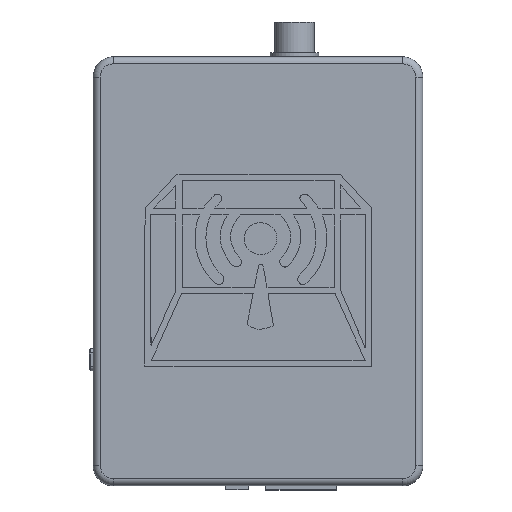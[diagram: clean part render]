
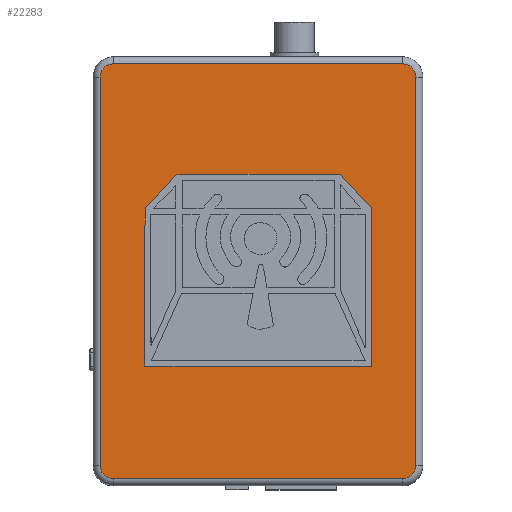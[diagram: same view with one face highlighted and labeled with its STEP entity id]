
A CAD part, top view. The second image highlights one B-rep face of the part: STEP entity #22283.
In plain terms, the highlighted planar face has unit normal (0, 0, 1).
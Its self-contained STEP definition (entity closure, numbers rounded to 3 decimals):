
#180=(
BOUNDED_CURVE()
B_SPLINE_CURVE(3,(#37760,#37761,#37762,#37763),.UNSPECIFIED.,.F.,.F.)
B_SPLINE_CURVE_WITH_KNOTS((4,4),(0.,1.),.UNSPECIFIED.)
CURVE()
GEOMETRIC_REPRESENTATION_ITEM()
RATIONAL_B_SPLINE_CURVE((1.,1.,1.,1.))
REPRESENTATION_ITEM('')
);
#182=(
BOUNDED_CURVE()
B_SPLINE_CURVE(3,(#37781,#37782,#37783,#37784),.UNSPECIFIED.,.F.,.F.)
B_SPLINE_CURVE_WITH_KNOTS((4,4),(0.,1.),.UNSPECIFIED.)
CURVE()
GEOMETRIC_REPRESENTATION_ITEM()
RATIONAL_B_SPLINE_CURVE((1.,1.,1.,1.))
REPRESENTATION_ITEM('')
);
#184=(
BOUNDED_CURVE()
B_SPLINE_CURVE(3,(#37812,#37813,#37814,#37815),.UNSPECIFIED.,.F.,.F.)
B_SPLINE_CURVE_WITH_KNOTS((4,4),(0.,1.),.UNSPECIFIED.)
CURVE()
GEOMETRIC_REPRESENTATION_ITEM()
RATIONAL_B_SPLINE_CURVE((1.,1.,1.,1.))
REPRESENTATION_ITEM('')
);
#186=(
BOUNDED_CURVE()
B_SPLINE_CURVE(3,(#37849,#37850,#37851,#37852),.UNSPECIFIED.,.F.,.F.)
B_SPLINE_CURVE_WITH_KNOTS((4,4),(0.,1.),.UNSPECIFIED.)
CURVE()
GEOMETRIC_REPRESENTATION_ITEM()
RATIONAL_B_SPLINE_CURVE((1.,1.,1.,1.))
REPRESENTATION_ITEM('')
);
#1180=CIRCLE('',#23429,3.);
#1181=CIRCLE('',#23430,3.);
#1182=CIRCLE('',#23431,3.);
#1183=CIRCLE('',#23432,3.);
#1382=FACE_BOUND('',#3520,.T.);
#2254=FACE_OUTER_BOUND('',#3519,.T.);
#3519=EDGE_LOOP('',(#18821,#18822,#18823,#18824,#18825,#18826,#18827,#18828));
#3520=EDGE_LOOP('',(#18829,#18830,#18831,#18832,#18833,#18834,#18835,#18836,
#18837,#18838,#18839,#18840));
#5513=LINE('',#37793,#7853);
#5516=LINE('',#37799,#7856);
#5520=LINE('',#37824,#7860);
#5523=LINE('',#37830,#7863);
#5526=LINE('',#37836,#7866);
#5530=LINE('',#37861,#7870);
#5533=LINE('',#37867,#7873);
#5536=LINE('',#37872,#7876);
#5538=LINE('',#37878,#7878);
#5539=LINE('',#37882,#7879);
#5540=LINE('',#37886,#7880);
#5541=LINE('',#37890,#7881);
#7853=VECTOR('',#26988,10.);
#7856=VECTOR('',#26993,10.);
#7860=VECTOR('',#26999,10.);
#7863=VECTOR('',#27004,10.);
#7866=VECTOR('',#27009,10.);
#7870=VECTOR('',#27015,10.);
#7873=VECTOR('',#27020,10.);
#7876=VECTOR('',#27025,10.);
#7878=VECTOR('',#27031,10.);
#7879=VECTOR('',#27034,10.);
#7880=VECTOR('',#27037,10.);
#7881=VECTOR('',#27040,10.);
#10255=VERTEX_POINT('',#37758);
#10256=VERTEX_POINT('',#37759);
#10259=VERTEX_POINT('',#37780);
#10261=VERTEX_POINT('',#37792);
#10263=VERTEX_POINT('',#37798);
#10265=VERTEX_POINT('',#37811);
#10267=VERTEX_POINT('',#37823);
#10269=VERTEX_POINT('',#37829);
#10271=VERTEX_POINT('',#37835);
#10273=VERTEX_POINT('',#37848);
#10275=VERTEX_POINT('',#37860);
#10277=VERTEX_POINT('',#37866);
#10279=VERTEX_POINT('',#37876);
#10280=VERTEX_POINT('',#37877);
#10281=VERTEX_POINT('',#37879);
#10282=VERTEX_POINT('',#37881);
#10283=VERTEX_POINT('',#37883);
#10284=VERTEX_POINT('',#37885);
#10285=VERTEX_POINT('',#37887);
#10286=VERTEX_POINT('',#37889);
#13191=EDGE_CURVE('',#10255,#10256,#180,.T.);
#13195=EDGE_CURVE('',#10259,#10255,#182,.T.);
#13198=EDGE_CURVE('',#10261,#10259,#5513,.T.);
#13201=EDGE_CURVE('',#10263,#10261,#5516,.T.);
#13204=EDGE_CURVE('',#10265,#10263,#184,.T.);
#13207=EDGE_CURVE('',#10267,#10265,#5520,.T.);
#13210=EDGE_CURVE('',#10269,#10267,#5523,.T.);
#13213=EDGE_CURVE('',#10271,#10269,#5526,.T.);
#13216=EDGE_CURVE('',#10273,#10271,#186,.T.);
#13219=EDGE_CURVE('',#10275,#10273,#5530,.T.);
#13222=EDGE_CURVE('',#10277,#10275,#5533,.T.);
#13225=EDGE_CURVE('',#10256,#10277,#5536,.T.);
#13227=EDGE_CURVE('',#10279,#10280,#5538,.T.);
#13228=EDGE_CURVE('',#10281,#10279,#1180,.T.);
#13229=EDGE_CURVE('',#10282,#10281,#5539,.T.);
#13230=EDGE_CURVE('',#10283,#10282,#1181,.T.);
#13231=EDGE_CURVE('',#10284,#10283,#5540,.T.);
#13232=EDGE_CURVE('',#10285,#10284,#1182,.T.);
#13233=EDGE_CURVE('',#10286,#10285,#5541,.T.);
#13234=EDGE_CURVE('',#10280,#10286,#1183,.T.);
#18821=ORIENTED_EDGE('',*,*,#13227,.F.);
#18822=ORIENTED_EDGE('',*,*,#13228,.F.);
#18823=ORIENTED_EDGE('',*,*,#13229,.F.);
#18824=ORIENTED_EDGE('',*,*,#13230,.F.);
#18825=ORIENTED_EDGE('',*,*,#13231,.F.);
#18826=ORIENTED_EDGE('',*,*,#13232,.F.);
#18827=ORIENTED_EDGE('',*,*,#13233,.F.);
#18828=ORIENTED_EDGE('',*,*,#13234,.F.);
#18829=ORIENTED_EDGE('',*,*,#13191,.T.);
#18830=ORIENTED_EDGE('',*,*,#13225,.T.);
#18831=ORIENTED_EDGE('',*,*,#13222,.T.);
#18832=ORIENTED_EDGE('',*,*,#13219,.T.);
#18833=ORIENTED_EDGE('',*,*,#13216,.T.);
#18834=ORIENTED_EDGE('',*,*,#13213,.T.);
#18835=ORIENTED_EDGE('',*,*,#13210,.T.);
#18836=ORIENTED_EDGE('',*,*,#13207,.T.);
#18837=ORIENTED_EDGE('',*,*,#13204,.T.);
#18838=ORIENTED_EDGE('',*,*,#13201,.T.);
#18839=ORIENTED_EDGE('',*,*,#13198,.T.);
#18840=ORIENTED_EDGE('',*,*,#13195,.T.);
#21005=PLANE('',#23428);
#22283=ADVANCED_FACE('',(#2254,#1382),#21005,.T.);
#23428=AXIS2_PLACEMENT_3D('',#37875,#27029,#27030);
#23429=AXIS2_PLACEMENT_3D('',#37880,#27032,#27033);
#23430=AXIS2_PLACEMENT_3D('',#37884,#27035,#27036);
#23431=AXIS2_PLACEMENT_3D('',#37888,#27038,#27039);
#23432=AXIS2_PLACEMENT_3D('',#37891,#27041,#27042);
#26988=DIRECTION('',(0.691,0.723,0.));
#26993=DIRECTION('',(0.004,1.,0.));
#26999=DIRECTION('',(-0.079,0.997,0.));
#27004=DIRECTION('',(-1.,0.,0.));
#27009=DIRECTION('',(-0.002,-1.,0.));
#27015=DIRECTION('',(-0.006,-1.,0.));
#27020=DIRECTION('',(0.682,-0.732,0.));
#27025=DIRECTION('',(1.,0.,0.));
#27029=DIRECTION('center_axis',(0.,0.,1.));
#27030=DIRECTION('ref_axis',(1.,0.,0.));
#27031=DIRECTION('',(0.,-1.,0.));
#27032=DIRECTION('center_axis',(0.,0.,-1.));
#27033=DIRECTION('ref_axis',(0.707,0.707,0.));
#27034=DIRECTION('',(1.,0.,0.));
#27035=DIRECTION('center_axis',(0.,0.,-1.));
#27036=DIRECTION('ref_axis',(-0.707,0.707,0.));
#27037=DIRECTION('',(0.,1.,0.));
#27038=DIRECTION('center_axis',(0.,0.,-1.));
#27039=DIRECTION('ref_axis',(-0.707,-0.707,0.));
#27040=DIRECTION('',(-1.,0.,0.));
#27041=DIRECTION('center_axis',(0.,0.,-1.));
#27042=DIRECTION('ref_axis',(0.707,-0.707,0.));
#37758=CARTESIAN_POINT('',(-22.369,47.301,14.1));
#37759=CARTESIAN_POINT('',(-3.725,47.497,14.1));
#37760=CARTESIAN_POINT('Ctrl Pts',(-22.369,47.301,14.1));
#37761=CARTESIAN_POINT('Ctrl Pts',(-22.331,47.471,14.1));
#37762=CARTESIAN_POINT('Ctrl Pts',(-19.821,47.497,14.1));
#37763=CARTESIAN_POINT('Ctrl Pts',(-3.725,47.497,14.1));
#37780=CARTESIAN_POINT('',(-25.874,43.483,14.1));
#37781=CARTESIAN_POINT('Ctrl Pts',(-25.874,43.483,14.1));
#37782=CARTESIAN_POINT('Ctrl Pts',(-23.971,45.475,14.1));
#37783=CARTESIAN_POINT('Ctrl Pts',(-22.393,47.194,14.1));
#37784=CARTESIAN_POINT('Ctrl Pts',(-22.369,47.301,14.1));
#37792=CARTESIAN_POINT('',(-29.336,39.86,14.1));
#37793=CARTESIAN_POINT('',(-26.817,42.496,14.1));
#37798=CARTESIAN_POINT('',(-29.403,22.49,14.1));
#37799=CARTESIAN_POINT('',(-29.397,24.045,14.1));
#37811=CARTESIAN_POINT('',(-29.424,4.523,14.1));
#37812=CARTESIAN_POINT('Ctrl Pts',(-29.424,4.523,14.1));
#37813=CARTESIAN_POINT('Ctrl Pts',(-29.45,4.851,14.1));
#37814=CARTESIAN_POINT('Ctrl Pts',(-29.441,12.936,14.1));
#37815=CARTESIAN_POINT('Ctrl Pts',(-29.403,22.49,14.1));
#37823=CARTESIAN_POINT('',(-29.376,3.925,14.1));
#37824=CARTESIAN_POINT('',(-30.15,13.63,14.1));
#37829=CARTESIAN_POINT('',(22.039,3.925,14.1));
#37830=CARTESIAN_POINT('',(9.145,3.925,14.1));
#37835=CARTESIAN_POINT('',(22.074,21.469,14.1));
#37836=CARTESIAN_POINT('',(22.078,23.459,14.1));
#37848=CARTESIAN_POINT('',(22.066,39.387,14.1));
#37849=CARTESIAN_POINT('Ctrl Pts',(22.066,39.387,14.1));
#37850=CARTESIAN_POINT('Ctrl Pts',(22.09,39.182,14.1));
#37851=CARTESIAN_POINT('Ctrl Pts',(22.093,31.119,14.1));
#37852=CARTESIAN_POINT('Ctrl Pts',(22.074,21.469,14.1));
#37860=CARTESIAN_POINT('',(22.068,39.778,14.1));
#37861=CARTESIAN_POINT('',(22.028,32.567,14.1));
#37866=CARTESIAN_POINT('',(14.876,47.497,14.1));
#37867=CARTESIAN_POINT('',(16.034,46.255,14.1));
#37872=CARTESIAN_POINT('',(-3.737,47.497,14.1));
#37875=CARTESIAN_POINT('Origin',(-3.75,25.5,14.1));
#37876=CARTESIAN_POINT('',(32.,69.5,14.1));
#37877=CARTESIAN_POINT('',(32.,-18.5,14.1));
#37878=CARTESIAN_POINT('',(32.,47.5,14.1));
#37879=CARTESIAN_POINT('',(29.,72.5,14.1));
#37880=CARTESIAN_POINT('Origin',(29.,69.5,14.1));
#37881=CARTESIAN_POINT('',(-36.5,72.5,14.1));
#37882=CARTESIAN_POINT('',(-20.125,72.5,14.1));
#37883=CARTESIAN_POINT('',(-39.5,69.5,14.1));
#37884=CARTESIAN_POINT('Origin',(-36.5,69.5,14.1));
#37885=CARTESIAN_POINT('',(-39.5,-18.5,14.1));
#37886=CARTESIAN_POINT('',(-39.5,3.5,14.1));
#37887=CARTESIAN_POINT('',(-36.5,-21.5,14.1));
#37888=CARTESIAN_POINT('Origin',(-36.5,-18.5,14.1));
#37889=CARTESIAN_POINT('',(29.,-21.5,14.1));
#37890=CARTESIAN_POINT('',(12.625,-21.5,14.1));
#37891=CARTESIAN_POINT('Origin',(29.,-18.5,14.1));
